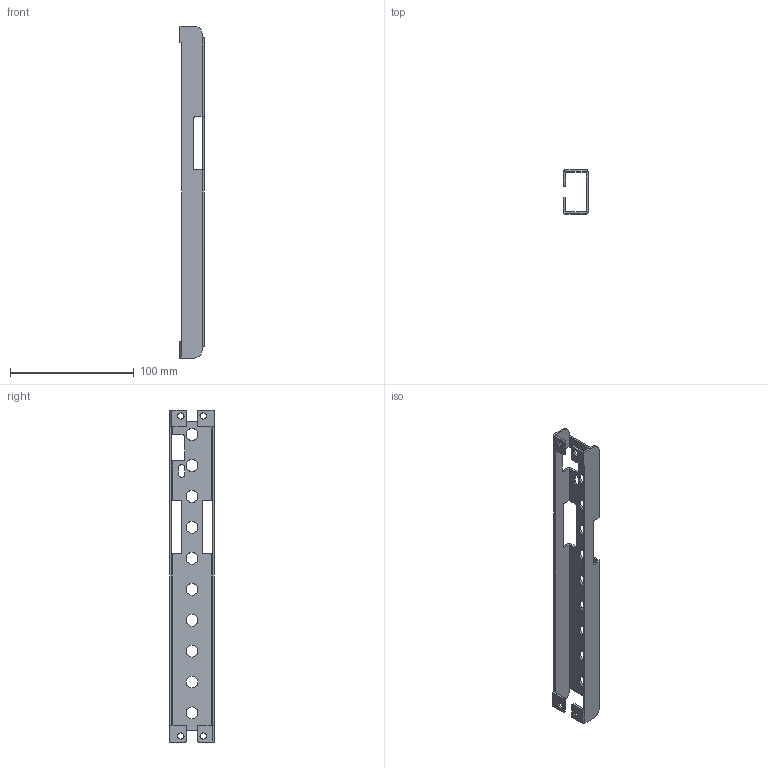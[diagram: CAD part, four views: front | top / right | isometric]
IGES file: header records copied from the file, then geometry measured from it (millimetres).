
Start section:  PTC IGES file: 141818.igs
Global section: file name: 141818.igs; native system: Pro/ENGINEER by Parametric Technology Corporation; preprocessor: 2006170; author: banengservice; organization: Unknown; date: 20080815.071557; units: inch
Bounding box: 19.41 x 35.66 x 268.22 mm (x, y, z)
Volume: 24358 mm3; surface area: 33227.4 mm2
Topology: 1 solids, 1 shells, 118 faces, 360 edges, 238 vertices
Faces by surface type: revolution 70, bspline 48
